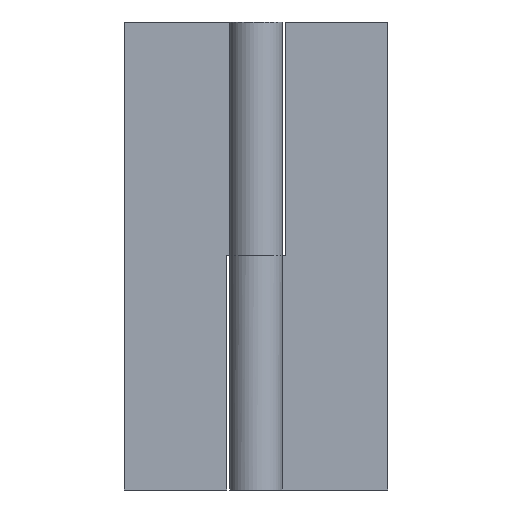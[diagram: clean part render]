
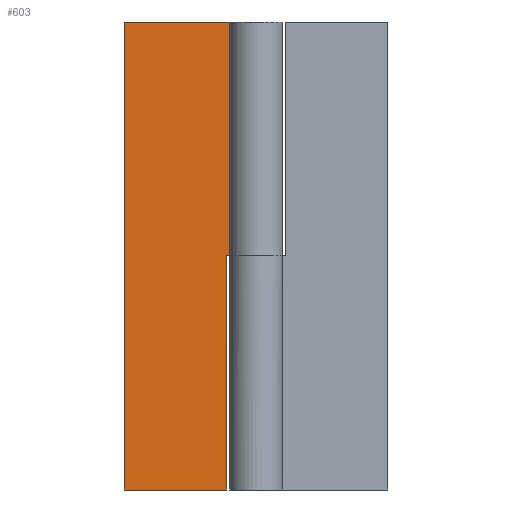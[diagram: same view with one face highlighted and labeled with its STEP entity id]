
A CAD part, front view. The second image highlights one B-rep face of the part: STEP entity #603.
In plain terms, the highlighted free-form (B-spline) face has degree [1, 1] with [2, 2] control points.
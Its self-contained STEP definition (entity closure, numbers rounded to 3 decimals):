
#321=CARTESIAN_POINT('',(-4.0,2.0,0.0));
#322=VERTEX_POINT('',#321);
#335=CARTESIAN_POINT('',(-4.,2.0,32.));
#336=VERTEX_POINT('',#335);
#342=CARTESIAN_POINT('',(-4.0,2.0,0.0));
#343=CARTESIAN_POINT('',(-4.,2.0,32.));
#344=QUASI_UNIFORM_CURVE('',1,(#342,#343),.UNSPECIFIED.,.F.,.U.);
#345=EDGE_CURVE('',#322,#336,#344,.T.);
#385=CARTESIAN_POINT('',(0.0,2.0,32.));
#386=VERTEX_POINT('',#385);
#406=CARTESIAN_POINT('',(-4.,2.0,32.));
#407=CARTESIAN_POINT('',(0.0,2.0,32.));
#408=QUASI_UNIFORM_CURVE('',1,(#406,#407),.UNSPECIFIED.,.F.,.U.);
#409=EDGE_CURVE('',#336,#386,#408,.T.);
#469=CARTESIAN_POINT('',(-18.0,2.0,64.));
#470=VERTEX_POINT('',#469);
#476=CARTESIAN_POINT('',(0.0,2.0,64.));
#477=VERTEX_POINT('',#476);
#478=CARTESIAN_POINT('',(-18.0,2.0,64.));
#479=CARTESIAN_POINT('',(0.0,2.0,64.));
#480=QUASI_UNIFORM_CURVE('',1,(#478,#479),.UNSPECIFIED.,.F.,.U.);
#481=EDGE_CURVE('',#470,#477,#480,.T.);
#518=CARTESIAN_POINT('',(-18.0,2.0,0.0));
#519=VERTEX_POINT('',#518);
#525=CARTESIAN_POINT('',(-18.0,2.0,0.0));
#526=CARTESIAN_POINT('',(-18.0,2.0,64.));
#527=QUASI_UNIFORM_CURVE('',1,(#525,#526),.UNSPECIFIED.,.F.,.U.);
#528=EDGE_CURVE('',#519,#470,#527,.T.);
#544=CARTESIAN_POINT('',(-18.0,2.0,0.0));
#545=CARTESIAN_POINT('',(-4.0,2.0,0.0));
#546=QUASI_UNIFORM_CURVE('',1,(#544,#545),.UNSPECIFIED.,.F.,.U.);
#547=EDGE_CURVE('',#519,#322,#546,.T.);
#575=CARTESIAN_POINT('',(0.0,2.0,32.));
#576=CARTESIAN_POINT('',(0.0,2.0,64.));
#577=QUASI_UNIFORM_CURVE('',1,(#575,#576),.UNSPECIFIED.,.F.,.U.);
#578=EDGE_CURVE('',#386,#477,#577,.T.);
#590=CARTESIAN_POINT('',(-18.899,2.0,67.197));
#591=CARTESIAN_POINT('',(-18.899,2.0,-3.197));
#592=CARTESIAN_POINT('',(0.899,2.0,67.197));
#593=CARTESIAN_POINT('',(0.899,2.0,-3.197));
#594=B_SPLINE_SURFACE_WITH_KNOTS('',1,1,((#590,#592),(#591,#593)),.UNSPECIFIED.,.F.,.F.,.U.,(2,2),(2,2),(0.0,70.394),(0.0,19.798),.UNSPECIFIED.);
#595=ORIENTED_EDGE('',*,*,#547,.T.);
#596=ORIENTED_EDGE('',*,*,#345,.T.);
#597=ORIENTED_EDGE('',*,*,#409,.T.);
#598=ORIENTED_EDGE('',*,*,#578,.T.);
#599=ORIENTED_EDGE('',*,*,#481,.F.);
#600=ORIENTED_EDGE('',*,*,#528,.F.);
#601=EDGE_LOOP('',(#595,#596,#597,#598,#599,#600));
#602=FACE_OUTER_BOUND('',#601,.T.);
#603=ADVANCED_FACE('',(#602),#594,.T.);
